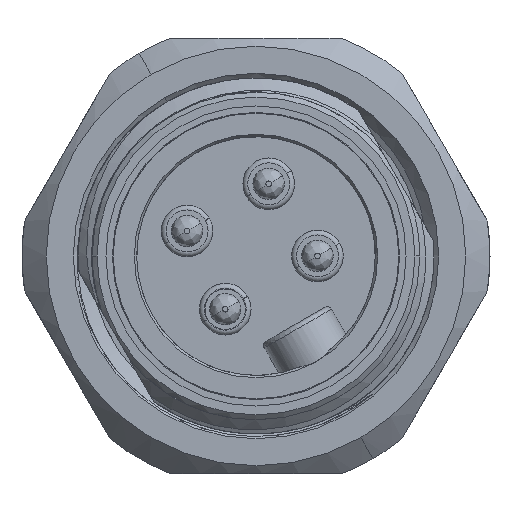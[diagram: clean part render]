
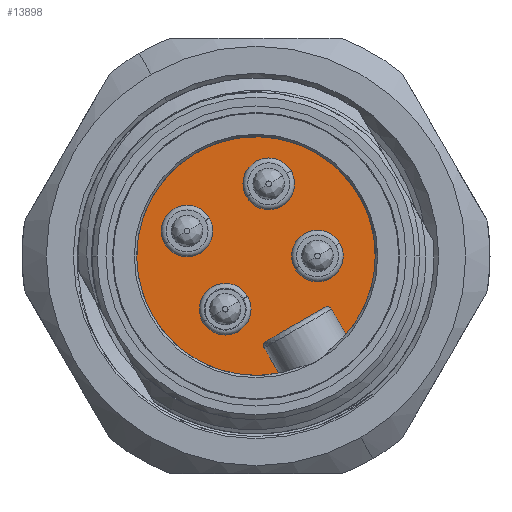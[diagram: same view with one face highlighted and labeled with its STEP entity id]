
A CAD part, left-side view. The second image highlights one B-rep face of the part: STEP entity #13898.
In plain terms, the highlighted planar face has unit normal (-1, 0, 0).
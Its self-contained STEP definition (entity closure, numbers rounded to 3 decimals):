
#4400=DIRECTION('',(0.,0.5,0.866));
#4401=VECTOR('',#4400,1.81);
#4402=CARTESIAN_POINT('',(-33.4,-5.578,-4.862));
#4403=LINE('',#4402,#4401);
#4404=CARTESIAN_POINT('',(-33.4,-4.414,-3.445));
#4405=DIRECTION('',(-1.,0.,0.));
#4406=DIRECTION('',(0.,-0.866,0.5));
#4407=AXIS2_PLACEMENT_3D('',#4404,#4405,#4406);
#4409=DIRECTION('',(0.,0.866,-0.5));
#4410=VECTOR('',#4409,4.2);
#4411=CARTESIAN_POINT('',(-33.4,-4.264,-3.185));
#4412=LINE('',#4411,#4410);
#4413=CARTESIAN_POINT('',(-33.4,-0.776,-5.545));
#4414=DIRECTION('',(-1.,0.,0.));
#4415=DIRECTION('',(0.,0.5,0.866));
#4416=AXIS2_PLACEMENT_3D('',#4413,#4414,#4415);
#4418=DIRECTION('',(0.,-0.5,-0.866));
#4419=VECTOR('',#4418,1.81);
#4420=CARTESIAN_POINT('',(-33.4,-0.517,-5.695));
#4421=LINE('',#4420,#4419);
#4422=CARTESIAN_POINT('',(-33.4,0.,0.));
#4423=DIRECTION('',(1.,0.,0.));
#4424=DIRECTION('',(0.,-0.192,-0.981));
#4425=AXIS2_PLACEMENT_3D('',#4422,#4423,#4424);
#4427=CARTESIAN_POINT('',(-33.4,4.269,1.554));
#4428=DIRECTION('',(-1.,0.,0.));
#4429=DIRECTION('',(0.,-0.866,0.5));
#4430=AXIS2_PLACEMENT_3D('',#4427,#4428,#4429);
#4432=CARTESIAN_POINT('',(-33.4,4.269,1.554));
#4433=DIRECTION('',(-1.,0.,0.));
#4434=DIRECTION('',(0.,0.866,-0.5));
#4435=AXIS2_PLACEMENT_3D('',#4432,#4433,#4434);
#4437=CARTESIAN_POINT('',(-33.4,-0.789,4.474));
#4438=DIRECTION('',(-1.,0.,0.));
#4439=DIRECTION('',(0.,-0.866,0.5));
#4440=AXIS2_PLACEMENT_3D('',#4437,#4438,#4439);
#4442=CARTESIAN_POINT('',(-33.4,-0.789,4.474));
#4443=DIRECTION('',(-1.,0.,0.));
#4444=DIRECTION('',(0.,0.866,-0.5));
#4445=AXIS2_PLACEMENT_3D('',#4442,#4443,#4444);
#4447=CARTESIAN_POINT('',(-33.4,1.908,-3.295));
#4448=DIRECTION('',(-1.,0.,0.));
#4449=DIRECTION('',(0.,-0.866,0.5));
#4450=AXIS2_PLACEMENT_3D('',#4447,#4448,#4449);
#4452=CARTESIAN_POINT('',(-33.4,1.908,-3.295));
#4453=DIRECTION('',(-1.,0.,0.));
#4454=DIRECTION('',(0.,0.866,-0.5));
#4455=AXIS2_PLACEMENT_3D('',#4452,#4453,#4454);
#4477=CARTESIAN_POINT('',(-33.4,-3.808,0.005));
#4478=DIRECTION('',(-1.,0.,0.));
#4479=DIRECTION('',(0.,-0.866,0.5));
#4480=AXIS2_PLACEMENT_3D('',#4477,#4478,#4479);
#4482=CARTESIAN_POINT('',(-33.4,-3.808,0.005));
#4483=DIRECTION('',(-1.,0.,0.));
#4484=DIRECTION('',(0.,0.866,-0.5));
#4485=AXIS2_PLACEMENT_3D('',#4482,#4483,#4484);
#7579=CARTESIAN_POINT('',(-33.4,-5.578,-4.862));
#7580=VERTEX_POINT('',#7579);
#7581=CARTESIAN_POINT('',(-33.4,-1.422,-7.262));
#7583=VERTEX_POINT('',#7581);
#7599=CARTESIAN_POINT('',(-33.4,-4.264,-3.185));
#7600=VERTEX_POINT('',#7599);
#7601=CARTESIAN_POINT('',(-33.4,-0.626,-5.285));
#7602=VERTEX_POINT('',#7601);
#7603=CARTESIAN_POINT('',(-33.4,-4.673,-3.295));
#7604=VERTEX_POINT('',#7603);
#7605=CARTESIAN_POINT('',(-33.4,-0.517,-5.695));
#7606=VERTEX_POINT('',#7605);
#8012=CARTESIAN_POINT('',(-33.4,2.883,2.354));
#8013=CARTESIAN_POINT('',(-33.4,5.654,0.754));
#8014=VERTEX_POINT('',#8012);
#8015=VERTEX_POINT('',#8013);
#8016=CARTESIAN_POINT('',(-33.4,-2.174,5.274));
#8017=CARTESIAN_POINT('',(-33.4,0.597,3.674));
#8018=VERTEX_POINT('',#8016);
#8019=VERTEX_POINT('',#8017);
#8020=CARTESIAN_POINT('',(-33.4,0.522,-2.495));
#8021=CARTESIAN_POINT('',(-33.4,3.294,-4.095));
#8022=VERTEX_POINT('',#8020);
#8023=VERTEX_POINT('',#8021);
#8032=CARTESIAN_POINT('',(-33.4,-5.194,0.805));
#8033=CARTESIAN_POINT('',(-33.4,-2.422,-0.795));
#8034=VERTEX_POINT('',#8032);
#8035=VERTEX_POINT('',#8033);
#13859=CARTESIAN_POINT('',(-33.4,3.204,-1.85));
#13860=DIRECTION('',(-1.,0.,0.));
#13861=DIRECTION('',(0.,-0.5,-0.866));
#13862=AXIS2_PLACEMENT_3D('',#13859,#13860,#13861);
#13863=PLANE('',#13862);
#13864=ORIENTED_EDGE('',*,*,#13852,.T.);
#13865=ORIENTED_EDGE('',*,*,#13841,.T.);
#13866=ORIENTED_EDGE('',*,*,#13827,.T.);
#13868=ORIENTED_EDGE('',*,*,#13867,.T.);
#13870=ORIENTED_EDGE('',*,*,#13869,.T.);
#13871=ORIENTED_EDGE('',*,*,#13750,.T.);
#13872=EDGE_LOOP('',(#13864,#13865,#13866,#13868,#13870,#13871));
#13873=FACE_OUTER_BOUND('',#13872,.F.);
#13875=ORIENTED_EDGE('',*,*,#13874,.T.);
#13877=ORIENTED_EDGE('',*,*,#13876,.T.);
#13878=EDGE_LOOP('',(#13875,#13877));
#13879=FACE_BOUND('',#13878,.F.);
#13881=ORIENTED_EDGE('',*,*,#13880,.T.);
#13883=ORIENTED_EDGE('',*,*,#13882,.T.);
#13884=EDGE_LOOP('',(#13881,#13883));
#13885=FACE_BOUND('',#13884,.F.);
#13887=ORIENTED_EDGE('',*,*,#13886,.T.);
#13889=ORIENTED_EDGE('',*,*,#13888,.T.);
#13890=EDGE_LOOP('',(#13887,#13889));
#13891=FACE_BOUND('',#13890,.F.);
#13893=ORIENTED_EDGE('',*,*,#13892,.T.);
#13895=ORIENTED_EDGE('',*,*,#13894,.T.);
#13896=EDGE_LOOP('',(#13893,#13895));
#13897=FACE_BOUND('',#13896,.F.);
#13898=ADVANCED_FACE('',(#13873,#13879,#13885,#13891,#13897),#13863,.T.);
#4408=CIRCLE('',#4407,0.3);
#4417=CIRCLE('',#4416,0.3);
#4426=CIRCLE('',#4425,7.4);
#4431=CIRCLE('',#4430,1.6);
#4436=CIRCLE('',#4435,1.6);
#4441=CIRCLE('',#4440,1.6);
#4446=CIRCLE('',#4445,1.6);
#4451=CIRCLE('',#4450,1.6);
#4456=CIRCLE('',#4455,1.6);
#4481=CIRCLE('',#4480,1.6);
#4486=CIRCLE('',#4485,1.6);
#13750=EDGE_CURVE('',#7583,#7580,#4426,.T.);
#13827=EDGE_CURVE('',#7600,#7602,#4412,.T.);
#13841=EDGE_CURVE('',#7604,#7600,#4408,.T.);
#13852=EDGE_CURVE('',#7580,#7604,#4403,.T.);
#13867=EDGE_CURVE('',#7602,#7606,#4417,.T.);
#13869=EDGE_CURVE('',#7606,#7583,#4421,.T.);
#13874=EDGE_CURVE('',#8014,#8015,#4431,.T.);
#13876=EDGE_CURVE('',#8015,#8014,#4436,.T.);
#13880=EDGE_CURVE('',#8018,#8019,#4441,.T.);
#13882=EDGE_CURVE('',#8019,#8018,#4446,.T.);
#13886=EDGE_CURVE('',#8022,#8023,#4451,.T.);
#13888=EDGE_CURVE('',#8023,#8022,#4456,.T.);
#13892=EDGE_CURVE('',#8034,#8035,#4481,.T.);
#13894=EDGE_CURVE('',#8035,#8034,#4486,.T.);
